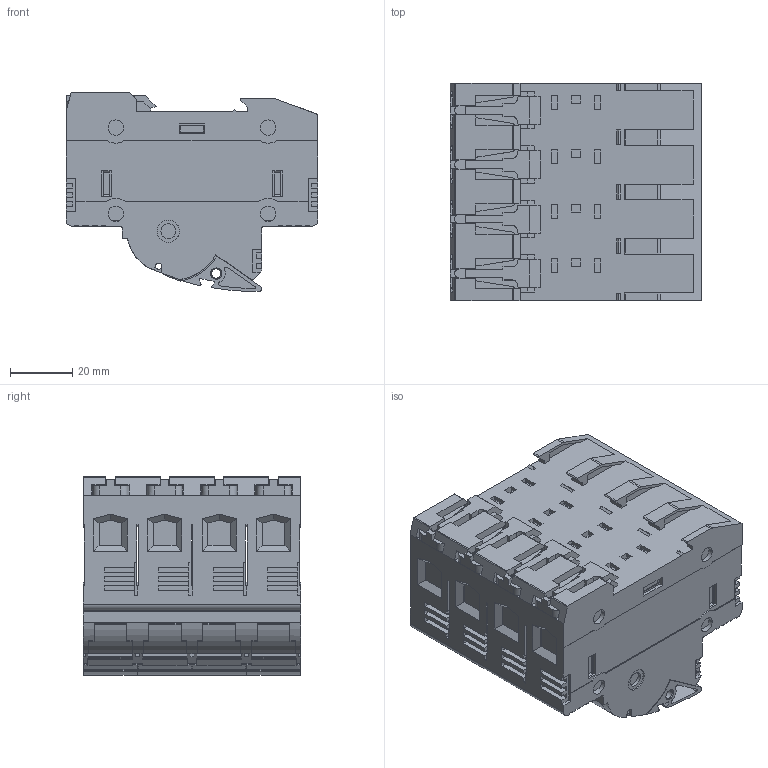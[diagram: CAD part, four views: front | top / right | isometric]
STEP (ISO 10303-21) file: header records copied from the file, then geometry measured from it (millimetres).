
FILE_DESCRIPTION (( 'STEP AP214' ), '1' );
FILE_NAME ('3d_4P_PR32.STEP', '2025-01-21T14:24:58', ( '' ), ( '' ), 'SwSTEP 2.0', 'SolidWorks 2022', '' );
FILE_SCHEMA (( 'AUTOMOTIVE_DESIGN' ));
Length unit declared in the file: millimetre
Products named in the file (1): 3d_4P_PR32
Bounding box: 81 x 70 x 63.97 mm (x, y, z)
Volume: 252543 mm3; surface area: 64622.2 mm2
Topology: 1 solids, 111 shells, 4069 faces, 10333 edges, 6591 vertices
Faces by surface type: plane 2344, cylinder 1393, bspline 160, torus 100, cone 40, sphere 32
Entity records: 130331 total; most frequent: CARTESIAN_POINT 32178, ORIENTED_EDGE 20602, DIRECTION 20163, EDGE_CURVE 10301, AXIS2_PLACEMENT_3D 6740, VECTOR 6683, LINE 6683, VERTEX_POINT 6591
